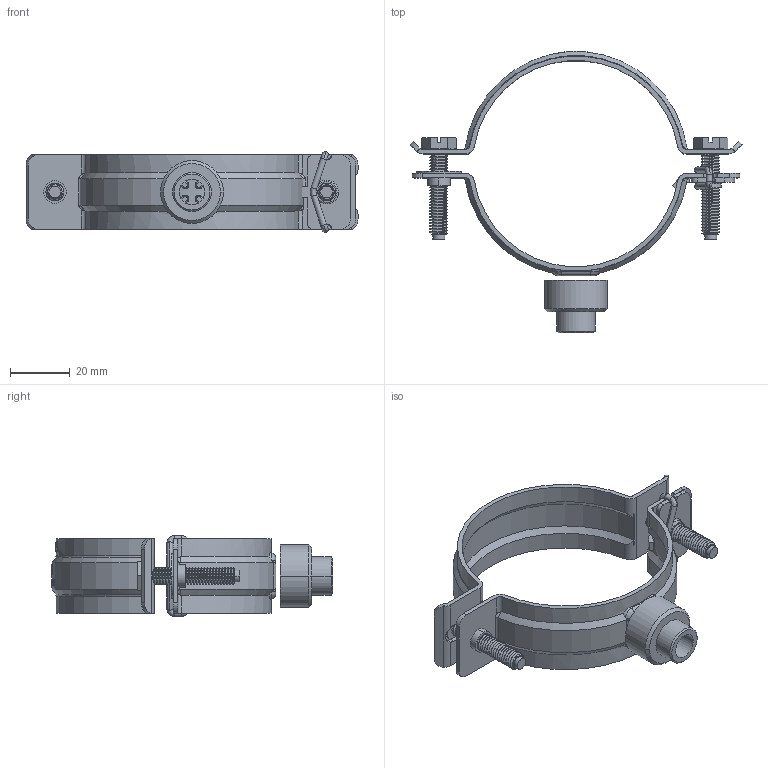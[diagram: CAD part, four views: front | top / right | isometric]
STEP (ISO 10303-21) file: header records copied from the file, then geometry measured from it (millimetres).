
FILE_DESCRIPTION (( 'STEP AP203' ), '1' );
FILE_NAME ('50.108RK Versuch.STEP', '2024-03-15T08:09:38', ( '' ), ( '' ), 'SwSTEP 2.0', 'SolidWorks 2023', '' );
FILE_SCHEMA (( 'CONFIG_CONTROL_DESIGN' ));
Length unit declared in the file: millimetre
Products named in the file (1): 50.108RK Versuch
Bounding box: 111.06 x 94.09 x 27 mm (x, y, z)
Surface area: 20962 mm2 (no closed solid volume)
Topology: 0 solids, 9 shells, 592 faces, 2206 edges, 1562 vertices
Faces by surface type: cylinder 247, plane 174, bspline 130, cone 41
Entity records: 35647 total; most frequent: CARTESIAN_POINT 19378, ORIENTED_EDGE 3657, DIRECTION 2670, EDGE_CURVE 2206, VERTEX_POINT 1562, AXIS2_PLACEMENT_3D 919, VECTOR 832, LINE 832
